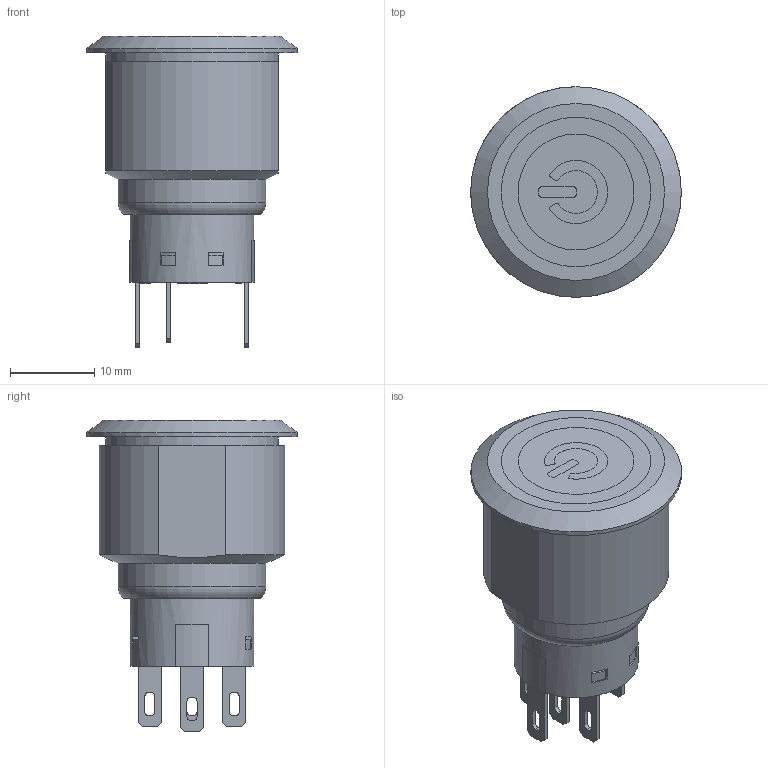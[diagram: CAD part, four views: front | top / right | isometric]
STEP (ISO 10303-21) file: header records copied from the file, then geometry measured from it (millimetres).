
FILE_DESCRIPTION(/* description */ ('','CAx-IF Rec.Pracs.---Representation and Presentation of Product Manufacturing Information (PMI)---4.0---2014-10-13'),/* implementation_level */ '2;1');
FILE_NAME(/* name */ 'ULV7F2Bxx6xx.stp',/* time_stamp */ '2020-03-20T14:11:51-05:00',/* author */ ('mroman'),/* organization */ (''),/* preprocessor_version */ 'ST-DEVELOPER v17',/* originating_system */ 'Autodesk Inventor 2018',/* authorisation */ '');
FILE_SCHEMA (('AP242_MANAGED_MODEL_BASED_3D_ENGINEERING_MIM_LF { 1 0 10303 442 1 1 4 }'));
Length unit declared in the file: millimetre
Products named in the file (1): ULV7F2Bxx6xx
Bounding box: 25 x 25 x 37 mm (x, y, z)
Volume: 8247.8 mm3; surface area: 3985.2 mm2
Topology: 1 solids, 2 shells, 288 faces, 805 edges, 532 vertices
Faces by surface type: plane 181, cylinder 58, bspline 46, cone 2, torus 1
Full cylindrical faces by diameter (mm): 13.3 x1, 13.75 x2, 14.7 x1, 17.5 x1, 17.75 x1, 20.5 x1, 25 x1
Entity records: 9702 total; most frequent: CARTESIAN_POINT 2253, ORIENTED_EDGE 1610, DIRECTION 1408, EDGE_CURVE 805, LINE 534, VECTOR 534, VERTEX_POINT 532, AXIS2_PLACEMENT_3D 441
